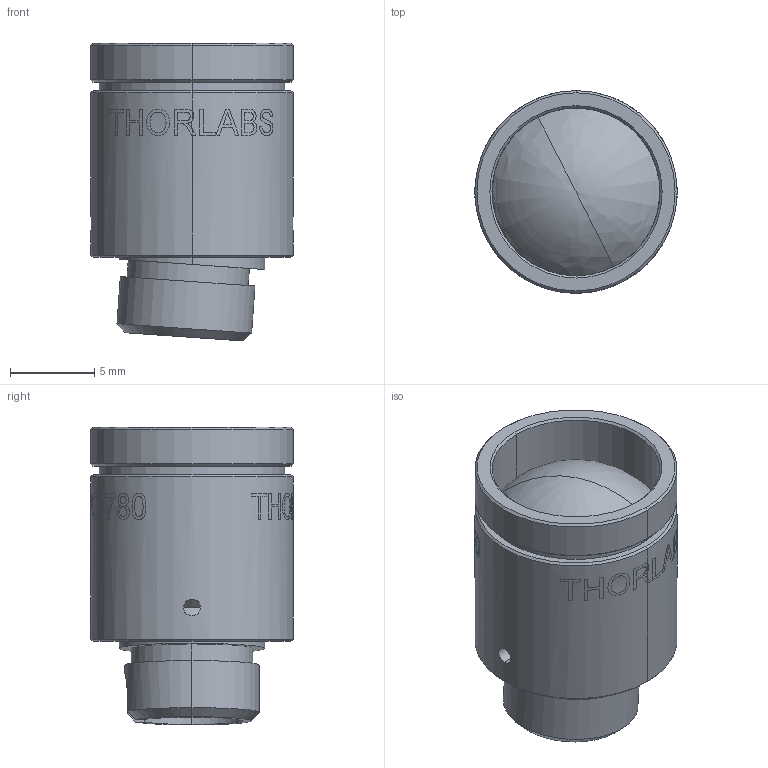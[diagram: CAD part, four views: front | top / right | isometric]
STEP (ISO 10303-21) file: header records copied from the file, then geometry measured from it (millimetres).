
FILE_DESCRIPTION (( 'STEP AP203' ), '1' );
FILE_NAME ('21949-E0W.STEP', '2014-05-21T17:34:41', ( 'Admin' ), ( '' ), 'SwSTEP 2.0', 'SolidWorks 2012', '' );
FILE_SCHEMA (( 'CONFIG_CONTROL_DESIGN' ));
Length unit declared in the file: millimetre
Products named in the file (1): 21949-E0W
Bounding box: 12 x 12 x 17.66 mm (x, y, z)
Volume: 1059.9 mm3; surface area: 1688.3 mm2
Topology: 3 solids, 3 shells, 113 faces, 407 edges, 335 vertices
Faces by surface type: cylinder 69, cone 25, plane 15, bspline 2, sphere 2
Entity records: 7315 total; most frequent: CARTESIAN_POINT 3743, ORIENTED_EDGE 810, DIRECTION 629, EDGE_CURVE 405, VERTEX_POINT 335, AXIS2_PLACEMENT_3D 260, EDGE_LOOP 158, CIRCLE 148
